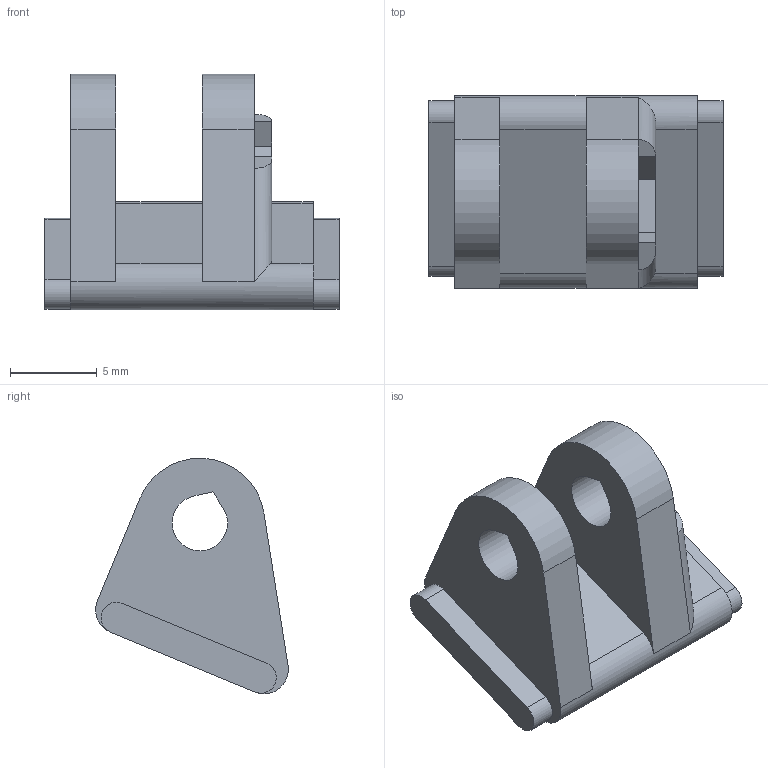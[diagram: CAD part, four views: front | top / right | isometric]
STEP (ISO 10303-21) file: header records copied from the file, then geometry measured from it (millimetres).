
FILE_DESCRIPTION(('CATIA V5 STEP Exchange','CAx-IF Rec.Pracs.--- Model Styling and Organization---1.4--- 2014-01-23','CAx-IF Rec.Pracs.---3D Tessellated Data Validation Properties---0.5---2014-09-14'),'2;1');
FILE_NAME('Peanut_Mount.stp','2023-05-16T14:59:37+00:00',('none'),('none'),'CATIA Version 5-6 Release 2018 SP6','CATIA V5 STEP AP242','none');
FILE_SCHEMA(('AP242_MANAGED_MODEL_BASED_3D_ENGINEERING_MIM_LF {1 0 10303 442 1 1 4}'));
Length unit declared in the file: millimetre
Products named in the file (1): Peanut_Mount
Bounding box: 17 x 11.13 x 13.61 mm (x, y, z)
Volume: 883.3 mm3; surface area: 896.7 mm2
Topology: 1 solids, 1 shells, 39 faces, 104 edges, 67 vertices
Faces by surface type: plane 27, cylinder 12
Entity records: 1171 total; most frequent: CARTESIAN_POINT 223, ORIENTED_EDGE 208, DIRECTION 156, EDGE_CURVE 104, VECTOR 74, LINE 74, VERTEX_POINT 67, AXIS2_PLACEMENT_3D 55
